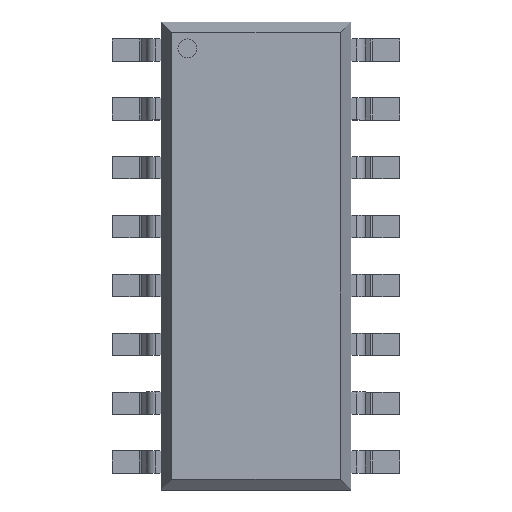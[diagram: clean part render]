
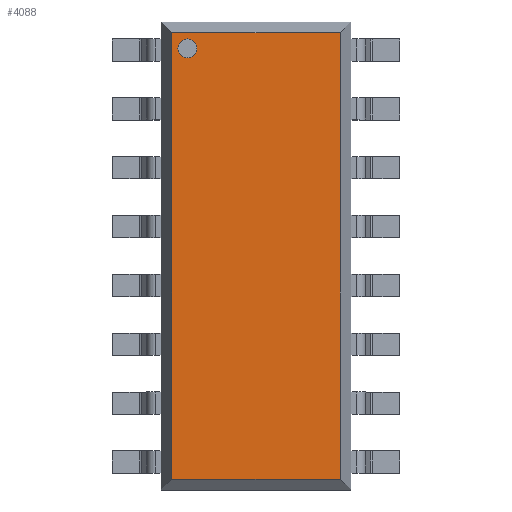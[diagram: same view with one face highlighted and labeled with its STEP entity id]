
A CAD part, top view. The second image highlights one B-rep face of the part: STEP entity #4088.
In plain terms, the highlighted planar face has unit normal (0, 0, 1).
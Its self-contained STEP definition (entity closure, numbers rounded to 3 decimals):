
#51=FACE_BOUND('',#476,.T.);
#59=PLANE('',#4361);
#235=FACE_OUTER_BOUND('',#475,.T.);
#475=EDGE_LOOP('',(#2830,#2831,#2832,#2833));
#476=EDGE_LOOP('',(#2834));
#709=LINE('',#5957,#1186);
#713=LINE('',#5965,#1190);
#716=LINE('',#5971,#1193);
#720=LINE('',#5977,#1197);
#1186=VECTOR('',#4737,10.);
#1190=VECTOR('',#4743,10.);
#1193=VECTOR('',#4748,10.);
#1197=VECTOR('',#4754,10.);
#1662=CIRCLE('',#4352,0.205);
#1792=VERTEX_POINT('',#5948);
#1794=VERTEX_POINT('',#5955);
#1795=VERTEX_POINT('',#5956);
#1798=VERTEX_POINT('',#5964);
#1800=VERTEX_POINT('',#5970);
#2194=EDGE_CURVE('',#1792,#1792,#1662,.T.);
#2197=EDGE_CURVE('',#1794,#1795,#709,.T.);
#2201=EDGE_CURVE('',#1795,#1798,#713,.T.);
#2204=EDGE_CURVE('',#1798,#1800,#716,.T.);
#2208=EDGE_CURVE('',#1800,#1794,#720,.T.);
#2830=ORIENTED_EDGE('',*,*,#2197,.F.);
#2831=ORIENTED_EDGE('',*,*,#2208,.F.);
#2832=ORIENTED_EDGE('',*,*,#2204,.F.);
#2833=ORIENTED_EDGE('',*,*,#2201,.F.);
#2834=ORIENTED_EDGE('',*,*,#2194,.T.);
#4088=ADVANCED_FACE('',(#235,#51),#59,.T.);
#4352=AXIS2_PLACEMENT_3D('',#5949,#4728,#4729);
#4361=AXIS2_PLACEMENT_3D('',#5988,#4764,#4765);
#4728=DIRECTION('center_axis',(0.,0.,-1.));
#4729=DIRECTION('ref_axis',(1.,0.,0.));
#4737=DIRECTION('',(0.,1.,0.));
#4743=DIRECTION('',(1.,0.,0.));
#4748=DIRECTION('',(0.,-1.,0.));
#4754=DIRECTION('',(-1.,0.,0.));
#4764=DIRECTION('center_axis',(0.,0.,1.));
#4765=DIRECTION('ref_axis',(1.,0.,0.));
#5948=CARTESIAN_POINT('',(-1.685,4.48,1.6));
#5949=CARTESIAN_POINT('Origin',(-1.48,4.48,1.6));
#5955=CARTESIAN_POINT('',(-1.82,-4.82,1.6));
#5956=CARTESIAN_POINT('',(-1.82,4.82,1.6));
#5957=CARTESIAN_POINT('',(-1.82,2.525,1.6));
#5964=CARTESIAN_POINT('',(1.82,4.82,1.6));
#5965=CARTESIAN_POINT('',(1.025,4.82,1.6));
#5970=CARTESIAN_POINT('',(1.82,-4.82,1.6));
#5971=CARTESIAN_POINT('',(1.82,-2.525,1.6));
#5977=CARTESIAN_POINT('',(-1.025,-4.82,1.6));
#5988=CARTESIAN_POINT('Origin',(0.,0.,1.6));
